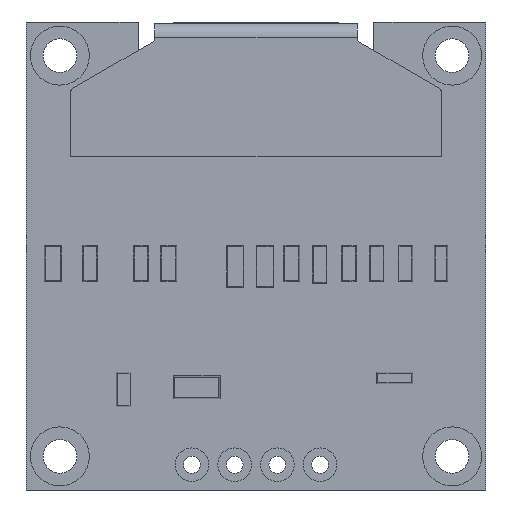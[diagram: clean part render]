
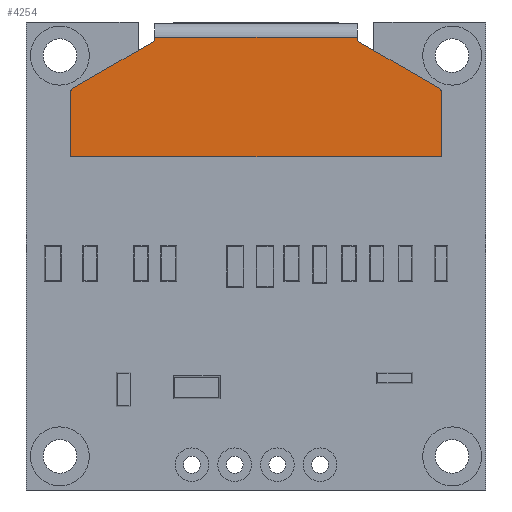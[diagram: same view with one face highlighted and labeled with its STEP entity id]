
A CAD part, front view. The second image highlights one B-rep face of the part: STEP entity #4254.
In plain terms, the highlighted planar face has unit normal (0, -1, 0).
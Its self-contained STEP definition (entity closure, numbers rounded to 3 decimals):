
#3 = ORIENTED_EDGE ( 'NONE', *, *, #2854, .F. ) ;
#57 = VECTOR ( 'NONE', #4288, 1000. ) ;
#59 = EDGE_LOOP ( 'NONE', ( #3, #3188, #7326, #7274, #4466, #6507, #4846, #5681, #6454, #397, #2570, #1617 ) ) ;
#88 = VECTOR ( 'NONE', #7050, 1000. ) ;
#307 = DIRECTION ( 'NONE',  ( 0., 0., -1. ) ) ;
#397 = ORIENTED_EDGE ( 'NONE', *, *, #6050, .T. ) ;
#446 = EDGE_CURVE ( 'NONE', #3962, #3302, #4449, .T. ) ;
#585 = VERTEX_POINT ( 'NONE', #3205 ) ;
#616 = CIRCLE ( 'NONE', #4866, 0.2 ) ;
#739 = CIRCLE ( 'NONE', #4231, 0.2 ) ;
#831 = EDGE_CURVE ( 'NONE', #5428, #6009, #5721, .T. ) ;
#874 = VERTEX_POINT ( 'NONE', #2790 ) ;
#1018 = CARTESIAN_POINT ( 'NONE',  ( 10.8, -0.05, 23.685 ) ) ;
#1312 = VERTEX_POINT ( 'NONE', #6220 ) ;
#1371 = CARTESIAN_POINT ( 'NONE',  ( -11., -0.05, 23.685 ) ) ;
#1385 = CARTESIAN_POINT ( 'NONE',  ( -6.1, -0.05, 26.629 ) ) ;
#1488 = CARTESIAN_POINT ( 'NONE',  ( 0., -0.05, 0. ) ) ;
#1523 = CARTESIAN_POINT ( 'NONE',  ( 0., -0.05, 26.907 ) ) ;
#1537 = CARTESIAN_POINT ( 'NONE',  ( -13.057, -0.05, 22.613 ) ) ;
#1617 = ORIENTED_EDGE ( 'NONE', *, *, #831, .T. ) ;
#1620 = LINE ( 'NONE', #3417, #2104 ) ;
#1621 = VECTOR ( 'NONE', #5401, 1000. ) ;
#1650 = DIRECTION ( 'NONE',  ( 0., 1., 0. ) ) ;
#1678 = VECTOR ( 'NONE', #3435, 1000. ) ;
#1930 = CARTESIAN_POINT ( 'NONE',  ( 13.057, -0.05, 22.613 ) ) ;
#2032 = CARTESIAN_POINT ( 'NONE',  ( -6., -0.05, 26.802 ) ) ;
#2104 = VECTOR ( 'NONE', #7769, 1000. ) ;
#2163 = EDGE_CURVE ( 'NONE', #6691, #2656, #616, .T. ) ;
#2176 = VERTEX_POINT ( 'NONE', #7543 ) ;
#2192 = DIRECTION ( 'NONE',  ( 0., 0., -1. ) ) ;
#2289 = LINE ( 'NONE', #1930, #6923 ) ;
#2558 = DIRECTION ( 'NONE',  ( -0.866, 0., 0.5 ) ) ;
#2570 = ORIENTED_EDGE ( 'NONE', *, *, #6894, .F. ) ;
#2586 = CARTESIAN_POINT ( 'NONE',  ( 6.2, -0.05, 26.802 ) ) ;
#2623 = EDGE_CURVE ( 'NONE', #3962, #7201, #4243, .T. ) ;
#2656 = VERTEX_POINT ( 'NONE', #1371 ) ;
#2709 = EDGE_CURVE ( 'NONE', #2176, #7201, #2289, .T. ) ;
#2790 = CARTESIAN_POINT ( 'NONE',  ( -6., -0.05, 26.907 ) ) ;
#2820 = DIRECTION ( 'NONE',  ( 0., 1., 0. ) ) ;
#2854 = EDGE_CURVE ( 'NONE', #6691, #6009, #4937, .T. ) ;
#2923 = CARTESIAN_POINT ( 'NONE',  ( 6., -0.05, 0. ) ) ;
#3103 = AXIS2_PLACEMENT_3D ( 'NONE', #5313, #2820, #307 ) ;
#3136 = DIRECTION ( 'NONE',  ( 0., -1., 0. ) ) ;
#3160 = DIRECTION ( 'NONE',  ( 0., 0., -1. ) ) ;
#3188 = ORIENTED_EDGE ( 'NONE', *, *, #2163, .T. ) ;
#3205 = CARTESIAN_POINT ( 'NONE',  ( -11., -0.05, 19.8 ) ) ;
#3302 = VERTEX_POINT ( 'NONE', #6569 ) ;
#3417 = CARTESIAN_POINT ( 'NONE',  ( -6., -0.05, 0. ) ) ;
#3435 = DIRECTION ( 'NONE',  ( -1., 0., 0. ) ) ;
#3674 = CARTESIAN_POINT ( 'NONE',  ( 6., -0.05, 26.802 ) ) ;
#3682 = EDGE_CURVE ( 'NONE', #1312, #6469, #4894, .T. ) ;
#3962 = VERTEX_POINT ( 'NONE', #3674 ) ;
#4037 = DIRECTION ( 'NONE',  ( 0., 0., 1. ) ) ;
#4130 = LINE ( 'NONE', #1523, #1678 ) ;
#4231 = AXIS2_PLACEMENT_3D ( 'NONE', #1018, #1650, #6044 ) ;
#4243 = CIRCLE ( 'NONE', #7376, 0.2 ) ;
#4254 = ADVANCED_FACE ( 'NONE', ( #6085 ), #7240, .T. ) ;
#4288 = DIRECTION ( 'NONE',  ( 0., 0., 1. ) ) ;
#4408 = DIRECTION ( 'NONE',  ( 0., -1., 0. ) ) ;
#4449 = LINE ( 'NONE', #2923, #57 ) ;
#4462 = LINE ( 'NONE', #4776, #1621 ) ;
#4466 = ORIENTED_EDGE ( 'NONE', *, *, #3682, .T. ) ;
#4731 = EDGE_CURVE ( 'NONE', #585, #2656, #6565, .T. ) ;
#4776 = CARTESIAN_POINT ( 'NONE',  ( 0., -0.05, 19.8 ) ) ;
#4846 = ORIENTED_EDGE ( 'NONE', *, *, #2709, .T. ) ;
#4866 = AXIS2_PLACEMENT_3D ( 'NONE', #6303, #3136, #3160 ) ;
#4894 = LINE ( 'NONE', #6521, #7632 ) ;
#4937 = LINE ( 'NONE', #1537, #6806 ) ;
#5146 = EDGE_CURVE ( 'NONE', #2176, #6469, #739, .T. ) ;
#5153 = EDGE_CURVE ( 'NONE', #1312, #585, #4462, .T. ) ;
#5262 = DIRECTION ( 'NONE',  ( 0., -1., 0. ) ) ;
#5313 = CARTESIAN_POINT ( 'NONE',  ( -6.2, -0.05, 26.802 ) ) ;
#5401 = DIRECTION ( 'NONE',  ( -1., 0., 0. ) ) ;
#5428 = VERTEX_POINT ( 'NONE', #2032 ) ;
#5681 = ORIENTED_EDGE ( 'NONE', *, *, #2623, .F. ) ;
#5721 = CIRCLE ( 'NONE', #3103, 0.2 ) ;
#6009 = VERTEX_POINT ( 'NONE', #1385 ) ;
#6012 = CARTESIAN_POINT ( 'NONE',  ( -10.9, -0.05, 23.858 ) ) ;
#6044 = DIRECTION ( 'NONE',  ( 0., 0., -1. ) ) ;
#6050 = EDGE_CURVE ( 'NONE', #3302, #874, #4130, .T. ) ;
#6085 = FACE_OUTER_BOUND ( 'NONE', #59, .T. ) ;
#6220 = CARTESIAN_POINT ( 'NONE',  ( 11., -0.05, 19.8 ) ) ;
#6303 = CARTESIAN_POINT ( 'NONE',  ( -10.8, -0.05, 23.685 ) ) ;
#6337 = AXIS2_PLACEMENT_3D ( 'NONE', #1488, #5262, #2192 ) ;
#6454 = ORIENTED_EDGE ( 'NONE', *, *, #446, .T. ) ;
#6469 = VERTEX_POINT ( 'NONE', #6960 ) ;
#6478 = DIRECTION ( 'NONE',  ( 0.866, 0., 0.5 ) ) ;
#6507 = ORIENTED_EDGE ( 'NONE', *, *, #5146, .F. ) ;
#6521 = CARTESIAN_POINT ( 'NONE',  ( 11., -0.05, 0. ) ) ;
#6565 = LINE ( 'NONE', #7675, #88 ) ;
#6569 = CARTESIAN_POINT ( 'NONE',  ( 6., -0.05, 26.907 ) ) ;
#6691 = VERTEX_POINT ( 'NONE', #6012 ) ;
#6806 = VECTOR ( 'NONE', #6478, 1000. ) ;
#6894 = EDGE_CURVE ( 'NONE', #5428, #874, #1620, .T. ) ;
#6923 = VECTOR ( 'NONE', #2558, 1000. ) ;
#6960 = CARTESIAN_POINT ( 'NONE',  ( 11., -0.05, 23.685 ) ) ;
#7050 = DIRECTION ( 'NONE',  ( 0., 0., 1. ) ) ;
#7201 = VERTEX_POINT ( 'NONE', #7269 ) ;
#7240 = PLANE ( 'NONE',  #6337 ) ;
#7269 = CARTESIAN_POINT ( 'NONE',  ( 6.1, -0.05, 26.629 ) ) ;
#7274 = ORIENTED_EDGE ( 'NONE', *, *, #5153, .F. ) ;
#7326 = ORIENTED_EDGE ( 'NONE', *, *, #4731, .F. ) ;
#7376 = AXIS2_PLACEMENT_3D ( 'NONE', #2586, #4408, #7589 ) ;
#7543 = CARTESIAN_POINT ( 'NONE',  ( 10.9, -0.05, 23.858 ) ) ;
#7589 = DIRECTION ( 'NONE',  ( 0., 0., -1. ) ) ;
#7632 = VECTOR ( 'NONE', #4037, 1000. ) ;
#7675 = CARTESIAN_POINT ( 'NONE',  ( -11., -0.05, 0. ) ) ;
#7769 = DIRECTION ( 'NONE',  ( 0., 0., 1. ) ) ;
